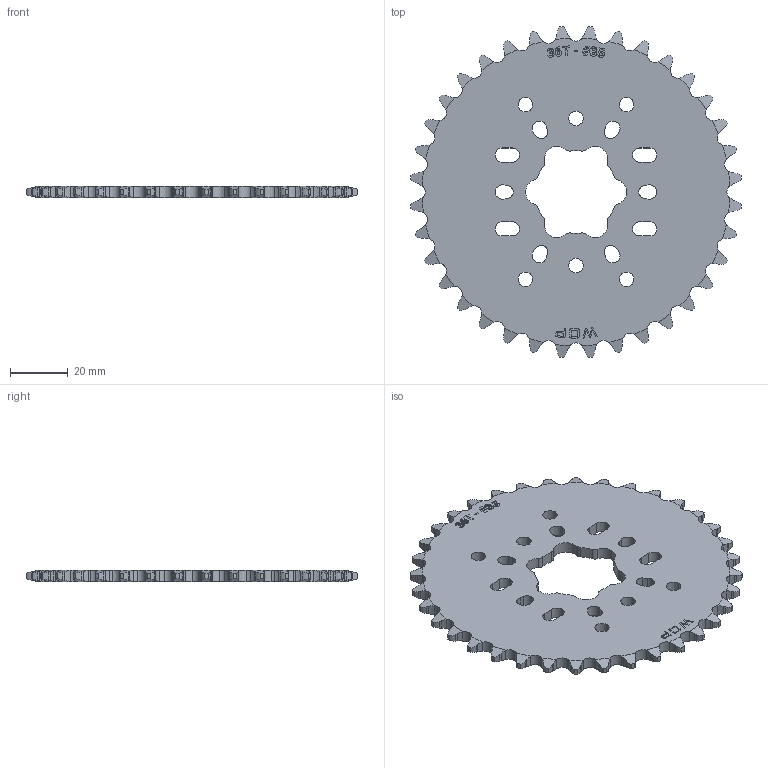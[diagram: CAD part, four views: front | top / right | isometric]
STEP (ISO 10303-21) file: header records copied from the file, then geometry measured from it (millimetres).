
FILE_DESCRIPTION (( 'STEP AP214' ), '1' );
FILE_NAME ('WCP-0983 Rev2.step', '2023-12-13T23:19:01', ( '' ), ( '' ), 'SwSTEP 2.0', 'SolidWorks 2022', '' );
FILE_SCHEMA (( 'AUTOMOTIVE_DESIGN' ));
Length unit declared in the file: inch
Products named in the file (1): WCP-0983 Rev2
Bounding box: 114.25 x 114.25 x 4 mm (x, y, z)
Volume: 31857.6 mm3; surface area: 19556.7 mm2
Topology: 1 solids, 1 shells, 635 faces, 1860 edges, 1240 vertices
Faces by surface type: cylinder 304, plane 208, cone 72, bspline 51
Entity records: 24672 total; most frequent: CARTESIAN_POINT 8839, ORIENTED_EDGE 3720, DIRECTION 2720, EDGE_CURVE 1860, VERTEX_POINT 1240, AXIS2_PLACEMENT_3D 965, LINE 790, VECTOR 790
